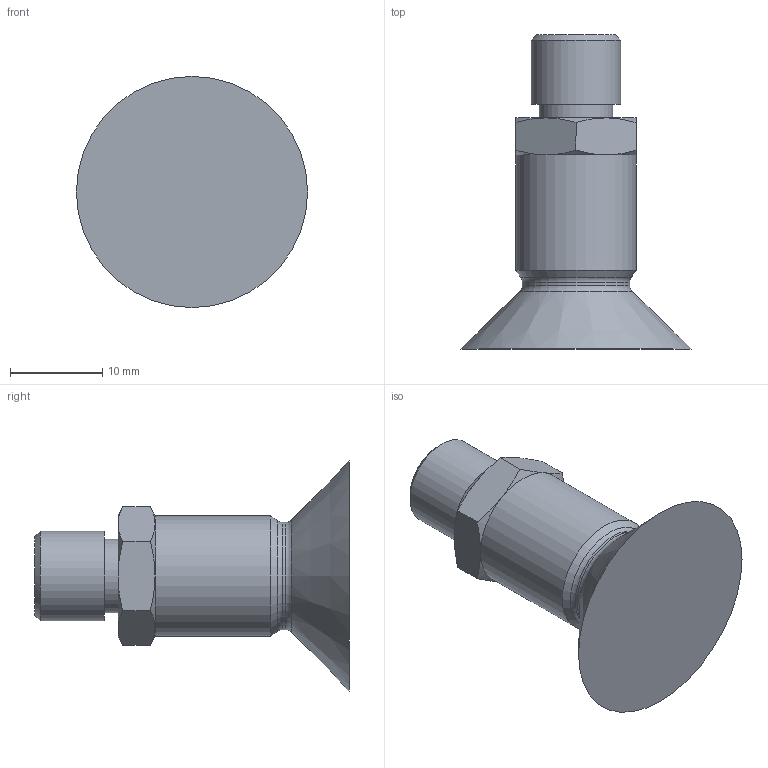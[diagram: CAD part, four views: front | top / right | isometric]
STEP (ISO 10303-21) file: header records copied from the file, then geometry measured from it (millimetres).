
FILE_DESCRIPTION(/* description */ (''),/* implementation_level */ '2;1');
FILE_NAME(/* name */ 'vc25sb_rac3r1-8m.stp',/* time_stamp */ '2020-09-18T13:29:20+02:00',/* author */ ('enginyeria'),/* organization */ (''),/* preprocessor_version */ 'ST-DEVELOPER v17.2',/* originating_system */ 'Autodesk Inventor 2019',/* authorisation */ '');
FILE_SCHEMA (('CONFIG_CONTROL_DESIGN'));
Length unit declared in the file: millimetre
Products named in the file (1): vc25sb_rac3r1-8m
Bounding box: 25 x 34 x 25 mm (x, y, z)
Volume: 4787 mm3; surface area: 2371.6 mm2
Topology: 1 solids, 1 shells, 34 faces, 84 edges, 55 vertices
Faces by surface type: cone 16, plane 11, cylinder 5, torus 2
Full cylindrical faces by diameter (mm): 3 x1, 8 x1, 9.728 x1, 11.6 x1, 13 x1
Entity records: 1094 total; most frequent: CARTESIAN_POINT 222, DIRECTION 175, ORIENTED_EDGE 168, EDGE_CURVE 84, AXIS2_PLACEMENT_3D 80, VERTEX_POINT 55, CIRCLE 45, EDGE_LOOP 37
